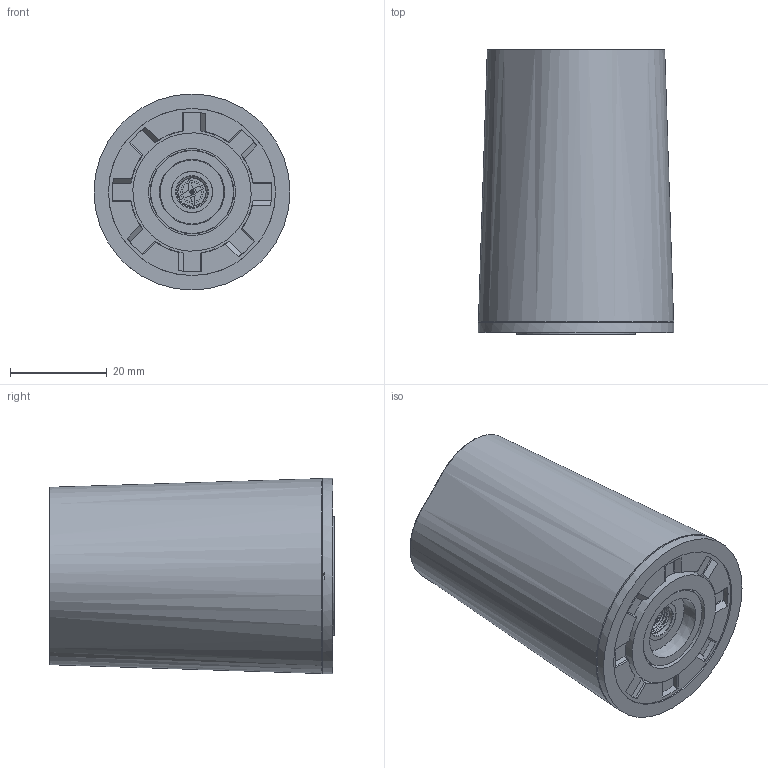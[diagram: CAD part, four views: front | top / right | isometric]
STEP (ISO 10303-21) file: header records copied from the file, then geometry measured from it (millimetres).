
FILE_DESCRIPTION (( 'STEP AP214' ), '1' );
FILE_NAME ('TS.125.0111_Web.STEP', '2024-04-26T21:07:17', ( '' ), ( '' ), 'SwSTEP 2.0', 'SolidWorks 2022', '' );
FILE_SCHEMA (( 'AUTOMOTIVE_DESIGN' ));
Length unit declared in the file: millimetre
Products named in the file (1): TS.125.0111_Web
Bounding box: 40.54 x 58.91 x 40.54 mm (x, y, z)
Surface area: 10563.2 mm2 (no closed solid volume)
Topology: 0 solids, 9 shells, 112 faces, 326 edges, 229 vertices
Faces by surface type: plane 45, cylinder 27, cone 24, torus 12, bspline 4
Full cylindrical faces by diameter (mm): 6.55 x1, 18 x1, 24.5 x1
Entity records: 5747 total; most frequent: CARTESIAN_POINT 1736, ORIENTED_EDGE 566, DIRECTION 531, EDGE_CURVE 312, VERTEX_POINT 226, AXIS2_PLACEMENT_3D 212, EDGE_LOOP 138, FACE_OUTER_BOUND 117
